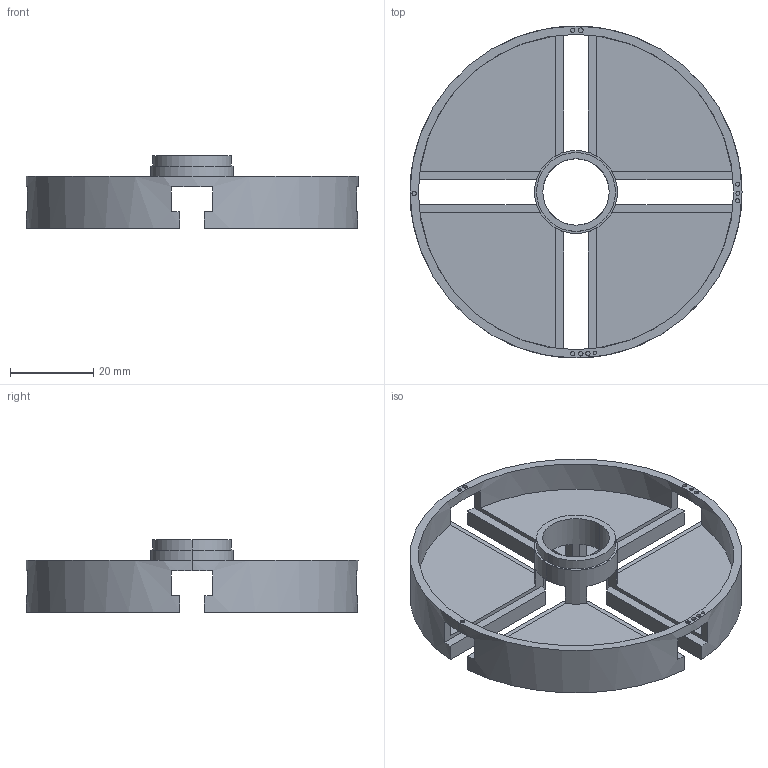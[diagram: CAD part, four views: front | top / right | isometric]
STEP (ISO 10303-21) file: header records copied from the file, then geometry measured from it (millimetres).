
FILE_DESCRIPTION (( 'STEP AP214' ), '1' );
FILE_NAME ('Base v2.STEP', '2022-12-20T10:17:17', ( '' ), ( '' ), 'SwSTEP 2.0', 'SolidWorks 2017', '' );
FILE_SCHEMA (( 'AUTOMOTIVE_DESIGN' ));
Length unit declared in the file: millimetre
Products named in the file (1): Base v2
Bounding box: 80 x 80 x 17.5 mm (x, y, z)
Volume: 23925.7 mm3; surface area: 15422.6 mm2
Topology: 1 solids, 1 shells, 83 faces, 234 edges, 156 vertices
Faces by surface type: plane 53, cylinder 30
Entity records: 2790 total; most frequent: DIRECTION 510, CARTESIAN_POINT 474, ORIENTED_EDGE 468, EDGE_CURVE 234, AXIS2_PLACEMENT_3D 192, VERTEX_POINT 156, VECTOR 126, LINE 126
